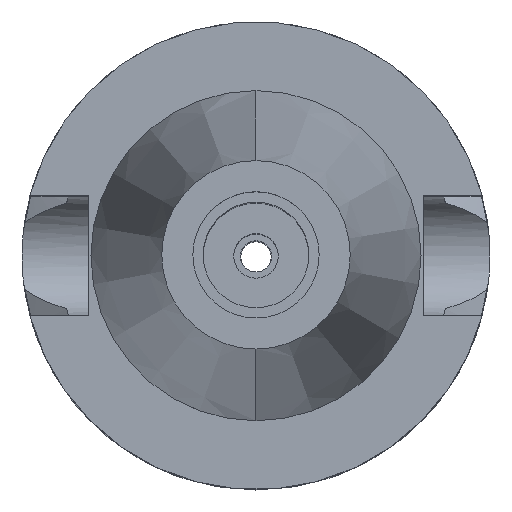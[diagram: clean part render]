
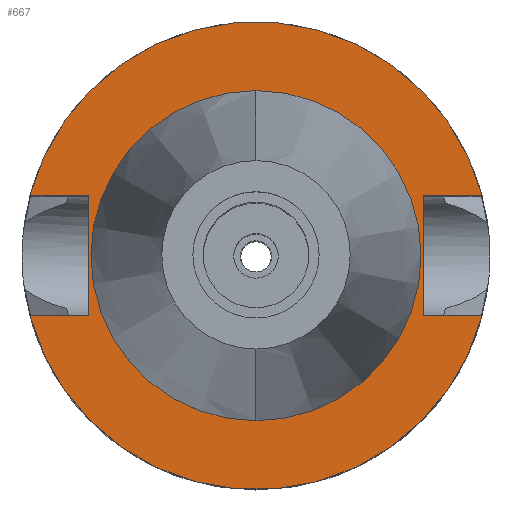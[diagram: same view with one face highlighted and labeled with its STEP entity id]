
A CAD part, top view. The second image highlights one B-rep face of the part: STEP entity #667.
In plain terms, the highlighted planar face has unit normal (0, 0, 1).
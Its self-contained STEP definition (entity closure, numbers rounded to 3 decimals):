
#7 = DIRECTION ( 'NONE',  ( 0., 0., -1. ) ) ;
#47 = VECTOR ( 'NONE', #1444, 1000. ) ;
#69 = EDGE_CURVE ( 'NONE', #1060, #2279, #2151, .T. ) ;
#71 = CARTESIAN_POINT ( 'NONE',  ( 22.5, 8.05, -1. ) ) ;
#98 = DIRECTION ( 'NONE',  ( 0., -1., 0. ) ) ;
#110 = DIRECTION ( 'NONE',  ( 0., -1., 0. ) ) ;
#111 = VERTEX_POINT ( 'NONE', #1986 ) ;
#113 = DIRECTION ( 'NONE',  ( 0., 1., 0. ) ) ;
#141 = AXIS2_PLACEMENT_3D ( 'NONE', #2081, #7, #2559 ) ;
#174 = LINE ( 'NONE', #1317, #925 ) ;
#206 = CARTESIAN_POINT ( 'NONE',  ( -22.5, 8.05, -1. ) ) ;
#285 = CARTESIAN_POINT ( 'NONE',  ( 0., 0., -1. ) ) ;
#295 = VECTOR ( 'NONE', #2621, 1000. ) ;
#299 = EDGE_CURVE ( 'NONE', #2097, #2255, #663, .T. ) ;
#313 = CARTESIAN_POINT ( 'NONE',  ( -22.5, -8.05, -1. ) ) ;
#336 = LINE ( 'NONE', #2193, #2658 ) ;
#340 = CARTESIAN_POINT ( 'NONE',  ( -30.454, -8.05, -1. ) ) ;
#344 = EDGE_CURVE ( 'NONE', #2255, #2279, #2471, .T. ) ;
#383 = EDGE_CURVE ( 'NONE', #1060, #1180, #336, .T. ) ;
#545 = CARTESIAN_POINT ( 'NONE',  ( 30.454, -8.05, -1. ) ) ;
#564 = ORIENTED_EDGE ( 'NONE', *, *, #2929, .F. ) ;
#616 = CARTESIAN_POINT ( 'NONE',  ( -22.5, 8.05, -1. ) ) ;
#655 = CARTESIAN_POINT ( 'NONE',  ( 22.5, 8.05, -1. ) ) ;
#663 = LINE ( 'NONE', #206, #1628 ) ;
#667 = ADVANCED_FACE ( 'NONE', ( #1278, #2690 ), #2486, .F. ) ;
#701 = VECTOR ( 'NONE', #1897, 1000. ) ;
#715 = DIRECTION ( 'NONE',  ( 0., 0., 1. ) ) ;
#804 = VERTEX_POINT ( 'NONE', #1274 ) ;
#924 = DIRECTION ( 'NONE',  ( -1., 0., 0. ) ) ;
#925 = VECTOR ( 'NONE', #2268, 1000. ) ;
#928 = CIRCLE ( 'NONE', #1025, 31.5 ) ;
#959 = CARTESIAN_POINT ( 'NONE',  ( 22.5, -8.05, -1. ) ) ;
#1016 = CARTESIAN_POINT ( 'NONE',  ( 0., 0., -1. ) ) ;
#1025 = AXIS2_PLACEMENT_3D ( 'NONE', #1016, #2408, #98 ) ;
#1060 = VERTEX_POINT ( 'NONE', #655 ) ;
#1124 = CIRCLE ( 'NONE', #1662, 22.225 ) ;
#1179 = CARTESIAN_POINT ( 'NONE',  ( 22.5, -8.05, -1. ) ) ;
#1180 = VERTEX_POINT ( 'NONE', #1179 ) ;
#1274 = CARTESIAN_POINT ( 'NONE',  ( 0., -22.225, -1. ) ) ;
#1278 = FACE_OUTER_BOUND ( 'NONE', #1599, .T. ) ;
#1285 = ORIENTED_EDGE ( 'NONE', *, *, #2709, .F. ) ;
#1317 = CARTESIAN_POINT ( 'NONE',  ( -22.5, -8.05, -1. ) ) ;
#1360 = VERTEX_POINT ( 'NONE', #2246 ) ;
#1368 = LINE ( 'NONE', #959, #701 ) ;
#1444 = DIRECTION ( 'NONE',  ( 0., 1., 0. ) ) ;
#1505 = VERTEX_POINT ( 'NONE', #545 ) ;
#1518 = DIRECTION ( 'NONE',  ( 0., -1., 0. ) ) ;
#1533 = DIRECTION ( 'NONE',  ( 0., 0., -1. ) ) ;
#1585 = ORIENTED_EDGE ( 'NONE', *, *, #1901, .F. ) ;
#1591 = ORIENTED_EDGE ( 'NONE', *, *, #2930, .F. ) ;
#1599 = EDGE_LOOP ( 'NONE', ( #2269, #1591, #1285, #2027, #2531, #2491, #2371, #2020 ) ) ;
#1628 = VECTOR ( 'NONE', #924, 1000. ) ;
#1662 = AXIS2_PLACEMENT_3D ( 'NONE', #1679, #2853, #113 ) ;
#1679 = CARTESIAN_POINT ( 'NONE',  ( 0., 0., -1. ) ) ;
#1897 = DIRECTION ( 'NONE',  ( 1., 0., 0. ) ) ;
#1901 = EDGE_CURVE ( 'NONE', #804, #111, #2282, .T. ) ;
#1905 = LINE ( 'NONE', #313, #47 ) ;
#1945 = CARTESIAN_POINT ( 'NONE',  ( 0., 0., -1. ) ) ;
#1986 = CARTESIAN_POINT ( 'NONE',  ( 0., 22.225, -1. ) ) ;
#2020 = ORIENTED_EDGE ( 'NONE', *, *, #2162, .F. ) ;
#2027 = ORIENTED_EDGE ( 'NONE', *, *, #383, .F. ) ;
#2081 = CARTESIAN_POINT ( 'NONE',  ( 0., 0., -1. ) ) ;
#2097 = VERTEX_POINT ( 'NONE', #616 ) ;
#2151 = LINE ( 'NONE', #71, #295 ) ;
#2153 = CARTESIAN_POINT ( 'NONE',  ( 30.454, 8.05, -1. ) ) ;
#2162 = EDGE_CURVE ( 'NONE', #1360, #2097, #1905, .T. ) ;
#2179 = AXIS2_PLACEMENT_3D ( 'NONE', #285, #715, #2331 ) ;
#2193 = CARTESIAN_POINT ( 'NONE',  ( 22.5, 8.05, -1. ) ) ;
#2224 = CARTESIAN_POINT ( 'NONE',  ( -30.454, 8.05, -1. ) ) ;
#2246 = CARTESIAN_POINT ( 'NONE',  ( -22.5, -8.05, -1. ) ) ;
#2247 = EDGE_LOOP ( 'NONE', ( #564, #1585 ) ) ;
#2255 = VERTEX_POINT ( 'NONE', #2224 ) ;
#2268 = DIRECTION ( 'NONE',  ( -1., 0., 0. ) ) ;
#2269 = ORIENTED_EDGE ( 'NONE', *, *, #2509, .T. ) ;
#2279 = VERTEX_POINT ( 'NONE', #2153 ) ;
#2282 = CIRCLE ( 'NONE', #2179, 22.225 ) ;
#2321 = VERTEX_POINT ( 'NONE', #340 ) ;
#2331 = DIRECTION ( 'NONE',  ( 0., -1., 0. ) ) ;
#2371 = ORIENTED_EDGE ( 'NONE', *, *, #299, .F. ) ;
#2408 = DIRECTION ( 'NONE',  ( 0., 0., -1. ) ) ;
#2471 = CIRCLE ( 'NONE', #141, 31.5 ) ;
#2486 = PLANE ( 'NONE',  #2702 ) ;
#2491 = ORIENTED_EDGE ( 'NONE', *, *, #344, .F. ) ;
#2509 = EDGE_CURVE ( 'NONE', #1360, #2321, #174, .T. ) ;
#2531 = ORIENTED_EDGE ( 'NONE', *, *, #69, .T. ) ;
#2559 = DIRECTION ( 'NONE',  ( 0., 1., 0. ) ) ;
#2621 = DIRECTION ( 'NONE',  ( 1., 0., 0. ) ) ;
#2658 = VECTOR ( 'NONE', #110, 1000. ) ;
#2690 = FACE_BOUND ( 'NONE', #2247, .T. ) ;
#2702 = AXIS2_PLACEMENT_3D ( 'NONE', #1945, #1533, #1518 ) ;
#2709 = EDGE_CURVE ( 'NONE', #1180, #1505, #1368, .T. ) ;
#2853 = DIRECTION ( 'NONE',  ( 0., 0., 1. ) ) ;
#2929 = EDGE_CURVE ( 'NONE', #111, #804, #1124, .T. ) ;
#2930 = EDGE_CURVE ( 'NONE', #1505, #2321, #928, .T. ) ;
